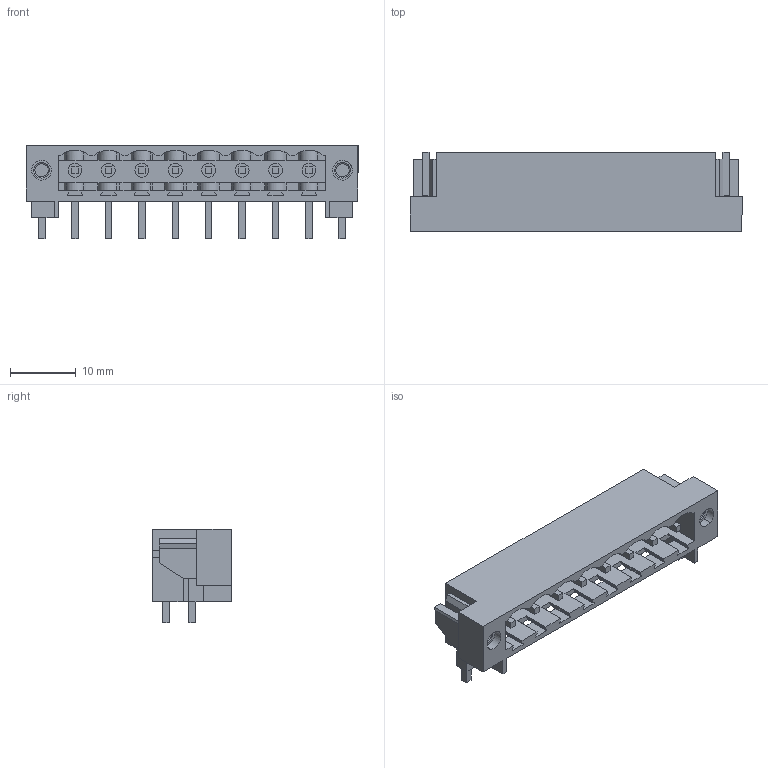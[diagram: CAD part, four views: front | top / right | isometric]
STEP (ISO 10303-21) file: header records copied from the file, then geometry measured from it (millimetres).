
FILE_DESCRIPTION(('CATIA V5 STEP Exchange','CAx-IF Rec.Pracs.--- Model Styling and Organization---1.4--- 2014-01-23'),'2;1');
FILE_NAME ('D1458275_1_1877500000_1877500000.stp','2023-05-10T07:19:29+00:00',('none'),('Weidmueller'),'CATIA Version 5-6 Release 2016 SP3 HF44','CATIA V5 STEP AP214','none');
FILE_SCHEMA(('AUTOMOTIVE_DESIGN { 1 0 10303 214 1 1 1 1 }'));
Length unit declared in the file: millimetre
Products named in the file (1): 1877500000
Bounding box: 50.44 x 12 x 14.2 mm (x, y, z)
Volume: 2195.8 mm3; surface area: 5134.2 mm2
Topology: 13 solids, 13 shells, 570 faces, 1691 edges, 1129 vertices
Faces by surface type: plane 474, cylinder 88, cone 8
Entity records: 17899 total; most frequent: CARTESIAN_POINT 3493, ORIENTED_EDGE 3382, DIRECTION 2340, EDGE_CURVE 1691, VECTOR 1436, LINE 1436, VERTEX_POINT 1129, EDGE_LOOP 596
